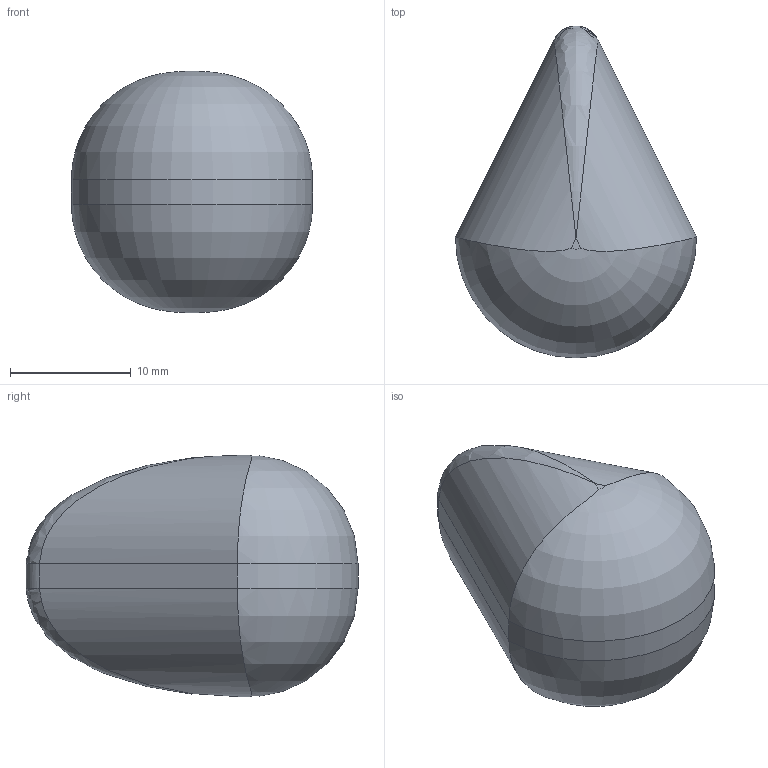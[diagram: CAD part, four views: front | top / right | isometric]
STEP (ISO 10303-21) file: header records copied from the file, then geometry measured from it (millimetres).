
FILE_DESCRIPTION(('Open CASCADE Model'),'2;1');
FILE_NAME('Open CASCADE Shape Model','2025-04-27T12:36:16',('Author'),( 'Open CASCADE'),'Open CASCADE STEP processor 7.8','Open CASCADE 7.8' ,'Unknown');
FILE_SCHEMA(('AUTOMOTIVE_DESIGN { 1 0 10303 214 1 1 1 1 }'));
Length unit declared in the file: millimetre
Products named in the file (1): Open CASCADE STEP translator 7.8 34
Bounding box: 20 x 27.53 x 20 mm (x, y, z)
Volume: 5013 mm3; surface area: 1504.3 mm2
Topology: 1 solids, 1 shells, 14 faces, 28 edges, 14 vertices
Faces by surface type: cylinder 6, plane 4, bspline 2, revolution 2
Entity records: 2358 total; most frequent: CARTESIAN_POINT 1845, DIRECTION 82, ORIENTED_EDGE 52, PCURVE 52, DEFINITIONAL_REPRESENTATION 52, LINE 46, VECTOR 46, EDGE_CURVE 26
